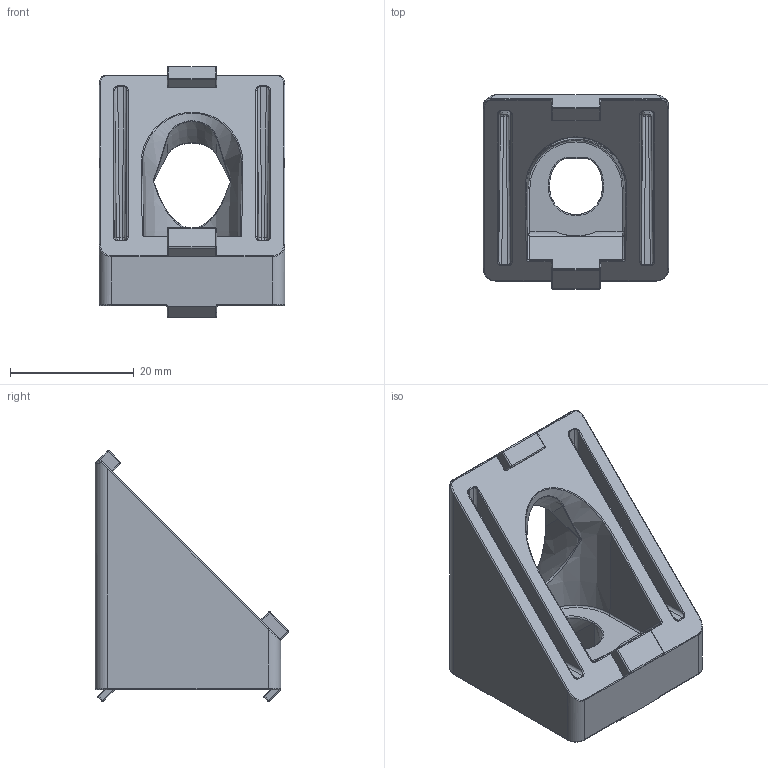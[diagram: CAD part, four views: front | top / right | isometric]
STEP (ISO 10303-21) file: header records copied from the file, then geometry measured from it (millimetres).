
FILE_DESCRIPTION (( 'STEP AP203' ), '1' );
FILE_NAME ('093WS30245N08.STEP', '2017-03-02T14:36:43', ( '' ), ( '' ), 'SwSTEP 2.0', 'SolidWorks 2016', '' );
FILE_SCHEMA (( 'CONFIG_CONTROL_DESIGN' ));
Length unit declared in the file: millimetre
Products named in the file (1): 093WS30245N08
Bounding box: 30 x 31.31 x 40.54 mm (x, y, z)
Volume: 12617.7 mm3; surface area: 7419 mm2
Topology: 1 solids, 1 shells, 280 faces, 655 edges, 370 vertices
Faces by surface type: cylinder 121, bspline 55, plane 55, sphere 32, torus 12, cone 5
Entity records: 9055 total; most frequent: CARTESIAN_POINT 3232, ORIENTED_EDGE 1270, DIRECTION 1158, EDGE_CURVE 635, AXIS2_PLACEMENT_3D 450, VERTEX_POINT 362, EDGE_LOOP 289, ADVANCED_FACE 280
